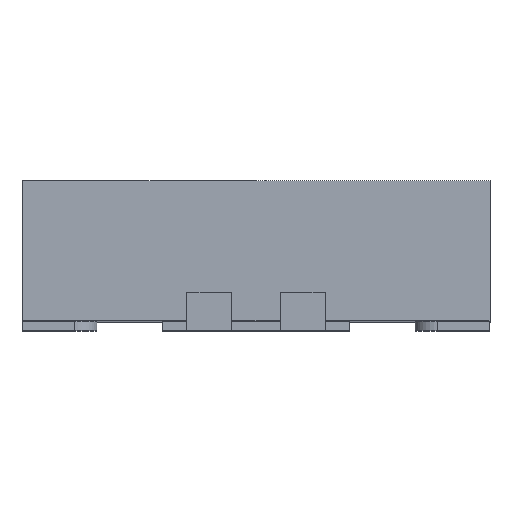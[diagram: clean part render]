
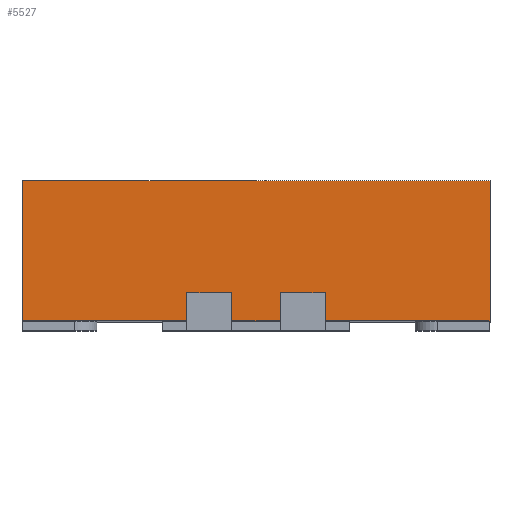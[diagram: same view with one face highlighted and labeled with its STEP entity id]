
A CAD part, top view. The second image highlights one B-rep face of the part: STEP entity #5527.
In plain terms, the highlighted planar face has unit normal (0, 0, 1).
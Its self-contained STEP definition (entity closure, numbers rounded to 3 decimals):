
#23 = ORIENTED_EDGE ( 'NONE', *, *, #65, .F. ) ;
#65 = EDGE_CURVE ( 'NONE', #3617, #1886, #3418, .T. ) ;
#80 = AXIS2_PLACEMENT_3D ( 'NONE', #5004, #1566, #2893 ) ;
#81 = VECTOR ( 'NONE', #5361, 1000. ) ;
#134 = CARTESIAN_POINT ( 'NONE',  ( 1.25, 0.8, 1.75 ) ) ;
#341 = LINE ( 'NONE', #2324, #4742 ) ;
#421 = EDGE_CURVE ( 'NONE', #2794, #3617, #539, .T. ) ;
#539 = LINE ( 'NONE', #1078, #2143 ) ;
#629 = EDGE_CURVE ( 'NONE', #4629, #4294, #2930, .T. ) ;
#730 = DIRECTION ( 'NONE',  ( 1., 0., 0. ) ) ;
#765 = ORIENTED_EDGE ( 'NONE', *, *, #629, .T. ) ;
#898 = CARTESIAN_POINT ( 'NONE',  ( -1.25, 5.901, 1.75 ) ) ;
#908 = ORIENTED_EDGE ( 'NONE', *, *, #3160, .T. ) ;
#1004 = VERTEX_POINT ( 'NONE', #4029 ) ;
#1078 = CARTESIAN_POINT ( 'NONE',  ( 1.25, 0.8, 1.75 ) ) ;
#1093 = VERTEX_POINT ( 'NONE', #3276 ) ;
#1121 = PLANE ( 'NONE',  #80 ) ;
#1166 = VERTEX_POINT ( 'NONE', #4955 ) ;
#1218 = CARTESIAN_POINT ( 'NONE',  ( 1.25, 0.05, 1.75 ) ) ;
#1247 = LINE ( 'NONE', #898, #4501 ) ;
#1469 = VECTOR ( 'NONE', #3144, 1000. ) ;
#1473 = DIRECTION ( 'NONE',  ( 0., -1., 0. ) ) ;
#1477 = ORIENTED_EDGE ( 'NONE', *, *, #2629, .T. ) ;
#1566 = DIRECTION ( 'NONE',  ( 0., 0., -1. ) ) ;
#1612 = CARTESIAN_POINT ( 'NONE',  ( 1.25, 0.05, 1.75 ) ) ;
#1699 = VERTEX_POINT ( 'NONE', #2319 ) ;
#1700 = LINE ( 'NONE', #3358, #3782 ) ;
#1824 = VERTEX_POINT ( 'NONE', #2808 ) ;
#1847 = DIRECTION ( 'NONE',  ( 1., 0., 0. ) ) ;
#1886 = VERTEX_POINT ( 'NONE', #1218 ) ;
#1890 = DIRECTION ( 'NONE',  ( 1., 0., 0. ) ) ;
#1903 = ORIENTED_EDGE ( 'NONE', *, *, #2398, .F. ) ;
#2024 = EDGE_CURVE ( 'NONE', #1824, #4629, #2523, .T. ) ;
#2083 = VECTOR ( 'NONE', #2912, 1000. ) ;
#2138 = CARTESIAN_POINT ( 'NONE',  ( -0.13, 0.2, 1.75 ) ) ;
#2143 = VECTOR ( 'NONE', #5321, 1000. ) ;
#2174 = EDGE_LOOP ( 'NONE', ( #5450, #908, #23, #3204, #2701, #2859, #5451, #4432, #765, #4857, #1903, #1477 ) ) ;
#2247 = FACE_OUTER_BOUND ( 'NONE', #2174, .T. ) ;
#2275 = VERTEX_POINT ( 'NONE', #4358 ) ;
#2319 = CARTESIAN_POINT ( 'NONE',  ( -0.37, 0.05, 1.75 ) ) ;
#2324 = CARTESIAN_POINT ( 'NONE',  ( 0.13, 0.2, 1.75 ) ) ;
#2398 = EDGE_CURVE ( 'NONE', #2275, #1093, #341, .T. ) ;
#2495 = VERTEX_POINT ( 'NONE', #2694 ) ;
#2506 = EDGE_CURVE ( 'NONE', #4294, #1093, #4154, .T. ) ;
#2523 = LINE ( 'NONE', #3465, #3179 ) ;
#2541 = DIRECTION ( 'NONE',  ( 1., 0., 0. ) ) ;
#2608 = LINE ( 'NONE', #3092, #1469 ) ;
#2629 = EDGE_CURVE ( 'NONE', #2275, #1004, #2608, .T. ) ;
#2644 = VECTOR ( 'NONE', #730, 1000. ) ;
#2694 = CARTESIAN_POINT ( 'NONE',  ( 0.37, 0.05, 1.75 ) ) ;
#2701 = ORIENTED_EDGE ( 'NONE', *, *, #2932, .T. ) ;
#2794 = VERTEX_POINT ( 'NONE', #4728 ) ;
#2808 = CARTESIAN_POINT ( 'NONE',  ( -0.37, 0.2, 1.75 ) ) ;
#2859 = ORIENTED_EDGE ( 'NONE', *, *, #5434, .T. ) ;
#2893 = DIRECTION ( 'NONE',  ( -1., 0., 0. ) ) ;
#2912 = DIRECTION ( 'NONE',  ( 0., -1., 0. ) ) ;
#2930 = LINE ( 'NONE', #2138, #2083 ) ;
#2932 = EDGE_CURVE ( 'NONE', #2794, #1166, #1247, .T. ) ;
#3092 = CARTESIAN_POINT ( 'NONE',  ( 0.37, 0.2, 1.75 ) ) ;
#3144 = DIRECTION ( 'NONE',  ( 1., 0., 0. ) ) ;
#3160 = EDGE_CURVE ( 'NONE', #2495, #1886, #5175, .T. ) ;
#3179 = VECTOR ( 'NONE', #1847, 1000. ) ;
#3180 = DIRECTION ( 'NONE',  ( 0., -1., 0. ) ) ;
#3204 = ORIENTED_EDGE ( 'NONE', *, *, #421, .F. ) ;
#3252 = CARTESIAN_POINT ( 'NONE',  ( -0.13, 0.05, 1.75 ) ) ;
#3276 = CARTESIAN_POINT ( 'NONE',  ( 0.13, 0.05, 1.75 ) ) ;
#3358 = CARTESIAN_POINT ( 'NONE',  ( 0.37, 0.2, 1.75 ) ) ;
#3418 = LINE ( 'NONE', #5412, #81 ) ;
#3465 = CARTESIAN_POINT ( 'NONE',  ( -0.13, 0.2, 1.75 ) ) ;
#3617 = VERTEX_POINT ( 'NONE', #134 ) ;
#3635 = VECTOR ( 'NONE', #2541, 1000. ) ;
#3782 = VECTOR ( 'NONE', #5144, 1000. ) ;
#4018 = VECTOR ( 'NONE', #1890, 1000. ) ;
#4029 = CARTESIAN_POINT ( 'NONE',  ( 0.37, 0.2, 1.75 ) ) ;
#4154 = LINE ( 'NONE', #4327, #4018 ) ;
#4202 = EDGE_CURVE ( 'NONE', #1824, #1699, #5497, .T. ) ;
#4294 = VERTEX_POINT ( 'NONE', #3252 ) ;
#4327 = CARTESIAN_POINT ( 'NONE',  ( 1.25, 0.05, 1.75 ) ) ;
#4358 = CARTESIAN_POINT ( 'NONE',  ( 0.13, 0.2, 1.75 ) ) ;
#4432 = ORIENTED_EDGE ( 'NONE', *, *, #2024, .T. ) ;
#4501 = VECTOR ( 'NONE', #5174, 1000. ) ;
#4629 = VERTEX_POINT ( 'NONE', #5394 ) ;
#4673 = CARTESIAN_POINT ( 'NONE',  ( 1.25, 0.05, 1.75 ) ) ;
#4728 = CARTESIAN_POINT ( 'NONE',  ( -1.25, 0.8, 1.75 ) ) ;
#4742 = VECTOR ( 'NONE', #1473, 1000. ) ;
#4857 = ORIENTED_EDGE ( 'NONE', *, *, #2506, .T. ) ;
#4885 = VECTOR ( 'NONE', #3180, 1000. ) ;
#4955 = CARTESIAN_POINT ( 'NONE',  ( -1.25, 0.05, 1.75 ) ) ;
#5004 = CARTESIAN_POINT ( 'NONE',  ( 1.25, 5.901, 1.75 ) ) ;
#5144 = DIRECTION ( 'NONE',  ( 0., -1., 0. ) ) ;
#5171 = EDGE_CURVE ( 'NONE', #1004, #2495, #1700, .T. ) ;
#5174 = DIRECTION ( 'NONE',  ( 0., -1., 0. ) ) ;
#5175 = LINE ( 'NONE', #4673, #3635 ) ;
#5262 = CARTESIAN_POINT ( 'NONE',  ( -0.37, 0.2, 1.75 ) ) ;
#5307 = LINE ( 'NONE', #1612, #2644 ) ;
#5321 = DIRECTION ( 'NONE',  ( 1., 0., 0. ) ) ;
#5361 = DIRECTION ( 'NONE',  ( 0., -1., 0. ) ) ;
#5394 = CARTESIAN_POINT ( 'NONE',  ( -0.13, 0.2, 1.75 ) ) ;
#5412 = CARTESIAN_POINT ( 'NONE',  ( 1.25, 5.901, 1.75 ) ) ;
#5434 = EDGE_CURVE ( 'NONE', #1166, #1699, #5307, .T. ) ;
#5450 = ORIENTED_EDGE ( 'NONE', *, *, #5171, .T. ) ;
#5451 = ORIENTED_EDGE ( 'NONE', *, *, #4202, .F. ) ;
#5497 = LINE ( 'NONE', #5262, #4885 ) ;
#5527 = ADVANCED_FACE ( 'NONE', ( #2247 ), #1121, .F. ) ;
